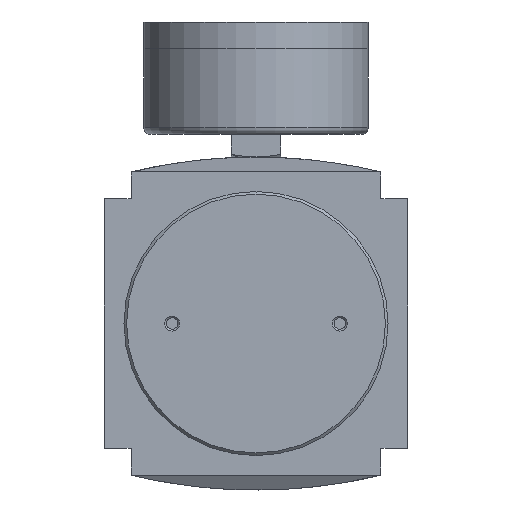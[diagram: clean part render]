
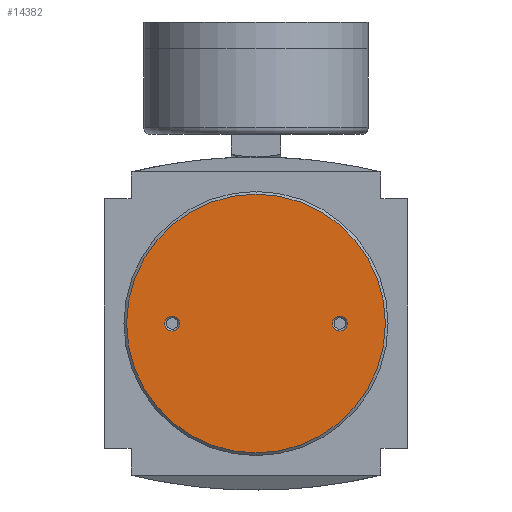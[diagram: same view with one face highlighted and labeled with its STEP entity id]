
A CAD part, front view. The second image highlights one B-rep face of the part: STEP entity #14382.
In plain terms, the highlighted planar face has unit normal (0, -1, 0).
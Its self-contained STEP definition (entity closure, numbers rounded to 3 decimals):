
#411 = VERTEX_POINT ( 'NONE', #23682 ) ;
#1158 = CARTESIAN_POINT ( 'NONE',  ( 23.5, -54., 0. ) ) ;
#1695 = CARTESIAN_POINT ( 'NONE',  ( -23.5, -54., 2.1 ) ) ;
#2017 = EDGE_LOOP ( 'NONE', ( #15953, #24586 ) ) ;
#2344 = CARTESIAN_POINT ( 'NONE',  ( 23.5, -54., -2.1 ) ) ;
#2661 = CARTESIAN_POINT ( 'NONE',  ( -23.5, -54., 0. ) ) ;
#2988 = DIRECTION ( 'NONE',  ( 0., 0., 1. ) ) ;
#3053 = CIRCLE ( 'NONE', #6308, 2.1 ) ;
#3155 = EDGE_CURVE ( 'NONE', #20155, #19866, #20687, .T. ) ;
#3501 = DIRECTION ( 'NONE',  ( 0., 0., -1. ) ) ;
#3522 = DIRECTION ( 'NONE',  ( 0., -1., 0. ) ) ;
#3780 = EDGE_LOOP ( 'NONE', ( #20596, #24137 ) ) ;
#4213 = ORIENTED_EDGE ( 'NONE', *, *, #11856, .T. ) ;
#4326 = DIRECTION ( 'NONE',  ( 0., 0., -1. ) ) ;
#4512 = DIRECTION ( 'NONE',  ( 0., -1., 0. ) ) ;
#4712 = CIRCLE ( 'NONE', #13893, 2.1 ) ;
#4750 = CIRCLE ( 'NONE', #10926, 2.1 ) ;
#4865 = AXIS2_PLACEMENT_3D ( 'NONE', #15052, #3522, #9399 ) ;
#5451 = CARTESIAN_POINT ( 'NONE',  ( 0., -54., 0. ) ) ;
#5691 = CARTESIAN_POINT ( 'NONE',  ( 36.25, -54., 0. ) ) ;
#6308 = AXIS2_PLACEMENT_3D ( 'NONE', #1158, #8770, #2988 ) ;
#6381 = VERTEX_POINT ( 'NONE', #11430 ) ;
#6681 = DIRECTION ( 'NONE',  ( 0., 0., -1. ) ) ;
#7859 = DIRECTION ( 'NONE',  ( 0., 1., 0. ) ) ;
#8770 = DIRECTION ( 'NONE',  ( 0., 1., 0. ) ) ;
#9399 = DIRECTION ( 'NONE',  ( 0., 0., -1. ) ) ;
#9426 = CARTESIAN_POINT ( 'NONE',  ( 0., -54., 36.25 ) ) ;
#9583 = AXIS2_PLACEMENT_3D ( 'NONE', #5691, #7859, #15629 ) ;
#9744 = FACE_BOUND ( 'NONE', #3780, .T. ) ;
#9939 = CARTESIAN_POINT ( 'NONE',  ( -23.5, -54., 0. ) ) ;
#10926 = AXIS2_PLACEMENT_3D ( 'NONE', #9939, #19594, #4326 ) ;
#11430 = CARTESIAN_POINT ( 'NONE',  ( -23.5, -54., -2.1 ) ) ;
#11856 = EDGE_CURVE ( 'NONE', #16342, #411, #13584, .T. ) ;
#13024 = CIRCLE ( 'NONE', #15741, 36.25 ) ;
#13189 = DIRECTION ( 'NONE',  ( 0., -1., 0. ) ) ;
#13584 = CIRCLE ( 'NONE', #4865, 36.25 ) ;
#13893 = AXIS2_PLACEMENT_3D ( 'NONE', #2661, #4512, #6681 ) ;
#14382 = ADVANCED_FACE ( 'NONE', ( #19038, #23812, #9744 ), #23014, .F. ) ;
#15052 = CARTESIAN_POINT ( 'NONE',  ( 0., -54., 0. ) ) ;
#15629 = DIRECTION ( 'NONE',  ( 0., 0., 1. ) ) ;
#15741 = AXIS2_PLACEMENT_3D ( 'NONE', #5451, #13189, #3501 ) ;
#15953 = ORIENTED_EDGE ( 'NONE', *, *, #16855, .T. ) ;
#16262 = EDGE_CURVE ( 'NONE', #22389, #6381, #4750, .T. ) ;
#16342 = VERTEX_POINT ( 'NONE', #9426 ) ;
#16855 = EDGE_CURVE ( 'NONE', #19866, #20155, #3053, .T. ) ;
#17046 = CARTESIAN_POINT ( 'NONE',  ( 23.5, -54., 0. ) ) ;
#18740 = AXIS2_PLACEMENT_3D ( 'NONE', #17046, #19050, #18969 ) ;
#18969 = DIRECTION ( 'NONE',  ( 0., 0., 1. ) ) ;
#19038 = FACE_BOUND ( 'NONE', #2017, .T. ) ;
#19050 = DIRECTION ( 'NONE',  ( 0., 1., 0. ) ) ;
#19594 = DIRECTION ( 'NONE',  ( 0., -1., 0. ) ) ;
#19866 = VERTEX_POINT ( 'NONE', #23872 ) ;
#20155 = VERTEX_POINT ( 'NONE', #2344 ) ;
#20371 = EDGE_LOOP ( 'NONE', ( #21979, #4213 ) ) ;
#20596 = ORIENTED_EDGE ( 'NONE', *, *, #21543, .F. ) ;
#20687 = CIRCLE ( 'NONE', #18740, 2.1 ) ;
#21543 = EDGE_CURVE ( 'NONE', #6381, #22389, #4712, .T. ) ;
#21979 = ORIENTED_EDGE ( 'NONE', *, *, #23330, .T. ) ;
#22389 = VERTEX_POINT ( 'NONE', #1695 ) ;
#23014 = PLANE ( 'NONE',  #9583 ) ;
#23330 = EDGE_CURVE ( 'NONE', #411, #16342, #13024, .T. ) ;
#23682 = CARTESIAN_POINT ( 'NONE',  ( 0., -54., -36.25 ) ) ;
#23812 = FACE_OUTER_BOUND ( 'NONE', #20371, .T. ) ;
#23872 = CARTESIAN_POINT ( 'NONE',  ( 23.5, -54., 2.1 ) ) ;
#24137 = ORIENTED_EDGE ( 'NONE', *, *, #16262, .F. ) ;
#24586 = ORIENTED_EDGE ( 'NONE', *, *, #3155, .T. ) ;
